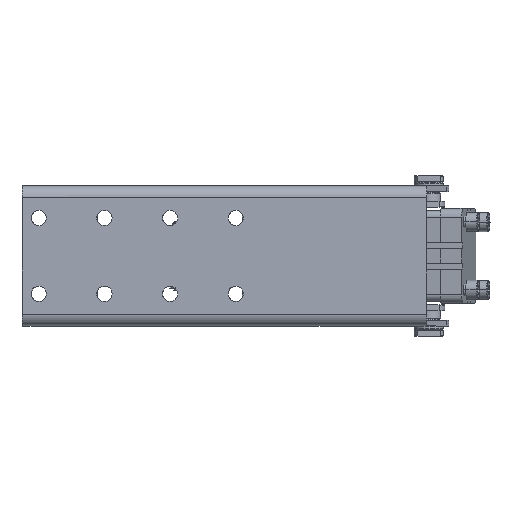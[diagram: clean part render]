
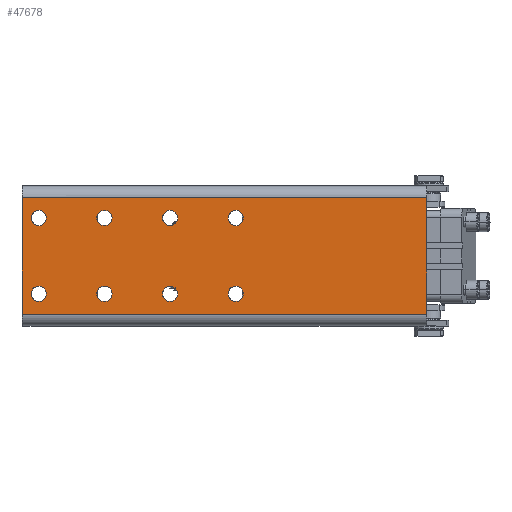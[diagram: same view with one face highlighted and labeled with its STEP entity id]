
A CAD part, top view. The second image highlights one B-rep face of the part: STEP entity #47678.
In plain terms, the highlighted planar face has unit normal (-0.019, 0, 1).
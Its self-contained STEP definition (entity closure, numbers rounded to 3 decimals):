
#5614=CARTESIAN_POINT('',(98.523,188.429,161.387));
#5615=VERTEX_POINT('',#5614);
#5624=CARTESIAN_POINT('',(98.523,177.929,161.387));
#5625=VERTEX_POINT('',#5624);
#5626=CARTESIAN_POINT('',(98.523,183.179,161.387));
#5627=DIRECTION('',(0.019,0.,-1.));
#5628=DIRECTION('',(0.,1.0,0.));
#5629=AXIS2_PLACEMENT_3D('',#5626,#5627,#5628);
#5630=CIRCLE('',#5629,5.25);
#5631=EDGE_CURVE('',#5625,#5615,#5630,.T.);
#5686=CARTESIAN_POINT('',(98.523,240.429,161.387));
#5687=VERTEX_POINT('',#5686);
#5696=CARTESIAN_POINT('',(98.523,229.929,161.387));
#5697=VERTEX_POINT('',#5696);
#5698=CARTESIAN_POINT('',(98.523,235.179,161.387));
#5699=DIRECTION('',(0.019,0.,-1.));
#5700=DIRECTION('',(0.,1.0,0.));
#5701=AXIS2_PLACEMENT_3D('',#5698,#5699,#5700);
#5702=CIRCLE('',#5701,5.25);
#5703=EDGE_CURVE('',#5697,#5687,#5702,.T.);
#5758=CARTESIAN_POINT('',(143.515,188.429,162.246));
#5759=VERTEX_POINT('',#5758);
#5768=CARTESIAN_POINT('',(143.515,177.929,162.246));
#5769=VERTEX_POINT('',#5768);
#5770=CARTESIAN_POINT('',(143.515,183.179,162.246));
#5771=DIRECTION('',(0.019,0.,-1.));
#5772=DIRECTION('',(0.,1.0,0.));
#5773=AXIS2_PLACEMENT_3D('',#5770,#5771,#5772);
#5774=CIRCLE('',#5773,5.25);
#5775=EDGE_CURVE('',#5769,#5759,#5774,.T.);
#5830=CARTESIAN_POINT('',(143.515,240.429,162.246));
#5831=VERTEX_POINT('',#5830);
#5840=CARTESIAN_POINT('',(143.515,229.929,162.246));
#5841=VERTEX_POINT('',#5840);
#5842=CARTESIAN_POINT('',(143.515,235.179,162.246));
#5843=DIRECTION('',(0.019,0.,-1.));
#5844=DIRECTION('',(0.,1.0,0.));
#5845=AXIS2_PLACEMENT_3D('',#5842,#5843,#5844);
#5846=CIRCLE('',#5845,5.25);
#5847=EDGE_CURVE('',#5841,#5831,#5846,.T.);
#5902=CARTESIAN_POINT('',(188.507,188.429,163.104));
#5903=VERTEX_POINT('',#5902);
#5912=CARTESIAN_POINT('',(188.507,177.929,163.104));
#5913=VERTEX_POINT('',#5912);
#5914=CARTESIAN_POINT('',(188.507,183.179,163.104));
#5915=DIRECTION('',(0.019,0.,-1.));
#5916=DIRECTION('',(0.,1.0,0.));
#5917=AXIS2_PLACEMENT_3D('',#5914,#5915,#5916);
#5918=CIRCLE('',#5917,5.25);
#5919=EDGE_CURVE('',#5913,#5903,#5918,.T.);
#5965=CARTESIAN_POINT('',(188.507,240.429,163.104));
#5966=VERTEX_POINT('',#5965);
#5975=CARTESIAN_POINT('',(188.507,229.929,163.104));
#5976=VERTEX_POINT('',#5975);
#5977=CARTESIAN_POINT('',(188.507,235.179,163.104));
#5978=DIRECTION('',(0.019,0.,-1.));
#5979=DIRECTION('',(0.,1.0,0.));
#5980=AXIS2_PLACEMENT_3D('',#5977,#5978,#5979);
#5981=CIRCLE('',#5980,5.25);
#5982=EDGE_CURVE('',#5976,#5966,#5981,.T.);
#6028=CARTESIAN_POINT('',(233.499,188.429,163.963));
#6029=VERTEX_POINT('',#6028);
#6038=CARTESIAN_POINT('',(233.499,177.929,163.963));
#6039=VERTEX_POINT('',#6038);
#6040=CARTESIAN_POINT('',(233.499,183.179,163.963));
#6041=DIRECTION('',(0.019,0.,-1.));
#6042=DIRECTION('',(0.,1.0,0.));
#6043=AXIS2_PLACEMENT_3D('',#6040,#6041,#6042);
#6044=CIRCLE('',#6043,5.25);
#6045=EDGE_CURVE('',#6039,#6029,#6044,.T.);
#6091=CARTESIAN_POINT('',(233.499,240.429,163.963));
#6092=VERTEX_POINT('',#6091);
#6101=CARTESIAN_POINT('',(233.499,229.929,163.963));
#6102=VERTEX_POINT('',#6101);
#6103=CARTESIAN_POINT('',(233.499,235.179,163.963));
#6104=DIRECTION('',(0.019,0.,-1.));
#6105=DIRECTION('',(0.,1.0,0.));
#6106=AXIS2_PLACEMENT_3D('',#6103,#6104,#6105);
#6107=CIRCLE('',#6106,5.25);
#6108=EDGE_CURVE('',#6102,#6092,#6107,.T.);
#46967=CARTESIAN_POINT('',(364.225,249.179,166.457));
#46968=VERTEX_POINT('',#46967);
#46976=CARTESIAN_POINT('',(364.225,169.179,166.457));
#46977=VERTEX_POINT('',#46976);
#46978=CARTESIAN_POINT('',(364.225,169.179,166.457));
#46979=DIRECTION('',(0.,1.0,0.));
#46980=VECTOR('',#46979,80.);
#46981=LINE('',#46978,#46980);
#46982=EDGE_CURVE('',#46977,#46968,#46981,.T.);
#47034=CARTESIAN_POINT('',(87.025,249.179,161.168));
#47035=VERTEX_POINT('',#47034);
#47043=CARTESIAN_POINT('',(364.225,249.179,166.457));
#47044=DIRECTION('',(-1.,0.,-0.019));
#47045=VECTOR('',#47044,277.251);
#47046=LINE('',#47043,#47045);
#47047=EDGE_CURVE('',#46968,#47035,#47046,.T.);
#47336=CARTESIAN_POINT('',(233.499,235.179,163.963));
#47337=DIRECTION('',(0.019,0.,-1.));
#47338=DIRECTION('',(0.,1.0,0.));
#47339=AXIS2_PLACEMENT_3D('',#47336,#47337,#47338);
#47340=CIRCLE('',#47339,5.25);
#47341=EDGE_CURVE('',#6092,#6102,#47340,.T.);
#47375=CARTESIAN_POINT('',(233.499,183.179,163.963));
#47376=DIRECTION('',(0.019,0.,-1.));
#47377=DIRECTION('',(0.,1.0,0.));
#47378=AXIS2_PLACEMENT_3D('',#47375,#47376,#47377);
#47379=CIRCLE('',#47378,5.25);
#47380=EDGE_CURVE('',#6029,#6039,#47379,.T.);
#47414=CARTESIAN_POINT('',(188.507,235.179,163.104));
#47415=DIRECTION('',(0.019,0.,-1.));
#47416=DIRECTION('',(0.,1.0,0.));
#47417=AXIS2_PLACEMENT_3D('',#47414,#47415,#47416);
#47418=CIRCLE('',#47417,5.25);
#47419=EDGE_CURVE('',#5966,#5976,#47418,.T.);
#47453=CARTESIAN_POINT('',(188.507,183.179,163.104));
#47454=DIRECTION('',(0.019,0.,-1.));
#47455=DIRECTION('',(0.,1.0,0.));
#47456=AXIS2_PLACEMENT_3D('',#47453,#47454,#47455);
#47457=CIRCLE('',#47456,5.25);
#47458=EDGE_CURVE('',#5903,#5913,#47457,.T.);
#47493=CARTESIAN_POINT('',(143.515,235.179,162.246));
#47494=DIRECTION('',(0.019,0.,-1.));
#47495=DIRECTION('',(0.,1.0,0.));
#47496=AXIS2_PLACEMENT_3D('',#47493,#47494,#47495);
#47497=CIRCLE('',#47496,5.25);
#47498=EDGE_CURVE('',#5831,#5841,#47497,.T.);
#47533=CARTESIAN_POINT('',(143.515,183.179,162.246));
#47534=DIRECTION('',(0.019,0.,-1.));
#47535=DIRECTION('',(0.,1.0,0.));
#47536=AXIS2_PLACEMENT_3D('',#47533,#47534,#47535);
#47537=CIRCLE('',#47536,5.25);
#47538=EDGE_CURVE('',#5759,#5769,#47537,.T.);
#47573=CARTESIAN_POINT('',(98.523,235.179,161.387));
#47574=DIRECTION('',(0.019,0.,-1.));
#47575=DIRECTION('',(0.,1.0,0.));
#47576=AXIS2_PLACEMENT_3D('',#47573,#47574,#47575);
#47577=CIRCLE('',#47576,5.25);
#47578=EDGE_CURVE('',#5687,#5697,#47577,.T.);
#47613=CARTESIAN_POINT('',(98.523,183.179,161.387));
#47614=DIRECTION('',(0.019,0.,-1.));
#47615=DIRECTION('',(0.,1.0,0.));
#47616=AXIS2_PLACEMENT_3D('',#47613,#47614,#47615);
#47617=CIRCLE('',#47616,5.25);
#47618=EDGE_CURVE('',#5615,#5625,#47617,.T.);
#47623=CARTESIAN_POINT('',(235.998,209.179,164.01));
#47624=DIRECTION('',(0.019,0.,-1.));
#47625=DIRECTION('',(0.,1.0,0.));
#47626=AXIS2_PLACEMENT_3D('',#47623,#47624,#47625);
#47627=PLANE('',#47626);
#47628=ORIENTED_EDGE('',*,*,#46982,.T.);
#47629=ORIENTED_EDGE('',*,*,#47047,.T.);
#47630=CARTESIAN_POINT('',(87.025,169.179,161.168));
#47631=VERTEX_POINT('',#47630);
#47632=CARTESIAN_POINT('',(87.025,169.179,161.168));
#47633=DIRECTION('',(0.,1.0,0.));
#47634=VECTOR('',#47633,80.);
#47635=LINE('',#47632,#47634);
#47636=EDGE_CURVE('',#47631,#47035,#47635,.T.);
#47637=ORIENTED_EDGE('',*,*,#47636,.F.);
#47638=CARTESIAN_POINT('',(87.025,169.179,161.168));
#47639=DIRECTION('',(1.,0.,0.019));
#47640=VECTOR('',#47639,277.251);
#47641=LINE('',#47638,#47640);
#47642=EDGE_CURVE('',#47631,#46977,#47641,.T.);
#47643=ORIENTED_EDGE('',*,*,#47642,.T.);
#47644=EDGE_LOOP('',(#47628,#47629,#47637,#47643));
#47645=FACE_OUTER_BOUND('',#47644,.T.);
#47646=ORIENTED_EDGE('',*,*,#6108,.T.);
#47647=ORIENTED_EDGE('',*,*,#47341,.T.);
#47648=EDGE_LOOP('',(#47646,#47647));
#47649=FACE_BOUND('',#47648,.T.);
#47650=ORIENTED_EDGE('',*,*,#6045,.T.);
#47651=ORIENTED_EDGE('',*,*,#47380,.T.);
#47652=EDGE_LOOP('',(#47650,#47651));
#47653=FACE_BOUND('',#47652,.T.);
#47654=ORIENTED_EDGE('',*,*,#5982,.T.);
#47655=ORIENTED_EDGE('',*,*,#47419,.T.);
#47656=EDGE_LOOP('',(#47654,#47655));
#47657=FACE_BOUND('',#47656,.T.);
#47658=ORIENTED_EDGE('',*,*,#5919,.T.);
#47659=ORIENTED_EDGE('',*,*,#47458,.T.);
#47660=EDGE_LOOP('',(#47658,#47659));
#47661=FACE_BOUND('',#47660,.T.);
#47662=ORIENTED_EDGE('',*,*,#5847,.T.);
#47663=ORIENTED_EDGE('',*,*,#47498,.T.);
#47664=EDGE_LOOP('',(#47662,#47663));
#47665=FACE_BOUND('',#47664,.T.);
#47666=ORIENTED_EDGE('',*,*,#5775,.T.);
#47667=ORIENTED_EDGE('',*,*,#47538,.T.);
#47668=EDGE_LOOP('',(#47666,#47667));
#47669=FACE_BOUND('',#47668,.T.);
#47670=ORIENTED_EDGE('',*,*,#5703,.T.);
#47671=ORIENTED_EDGE('',*,*,#47578,.T.);
#47672=EDGE_LOOP('',(#47670,#47671));
#47673=FACE_BOUND('',#47672,.T.);
#47674=ORIENTED_EDGE('',*,*,#5631,.T.);
#47675=ORIENTED_EDGE('',*,*,#47618,.T.);
#47676=EDGE_LOOP('',(#47674,#47675));
#47677=FACE_BOUND('',#47676,.T.);
#47678=ADVANCED_FACE('',(#47645,#47649,#47653,#47657,#47661,#47665,#47669,#47673,#47677),#47627,.F.);
